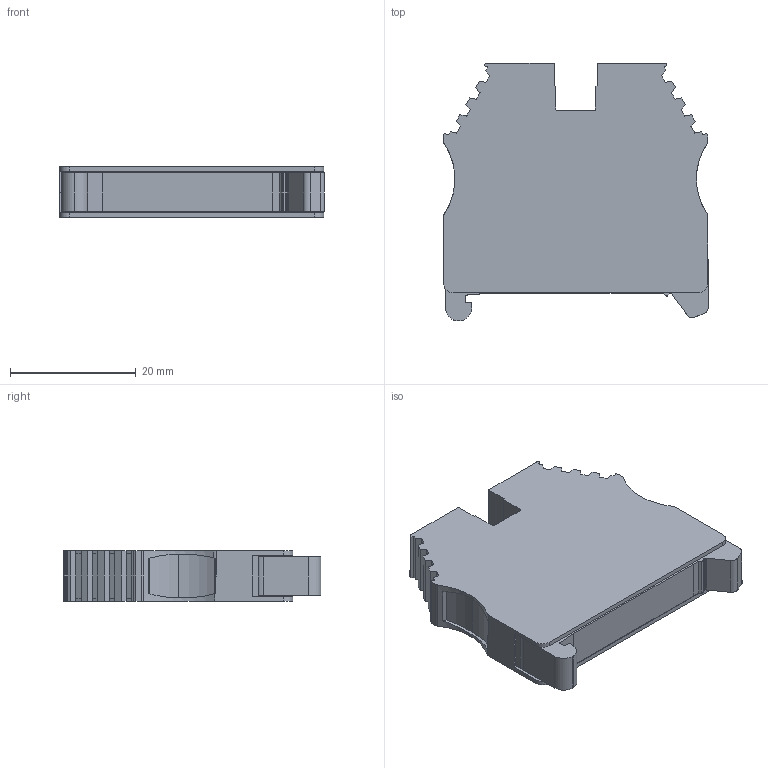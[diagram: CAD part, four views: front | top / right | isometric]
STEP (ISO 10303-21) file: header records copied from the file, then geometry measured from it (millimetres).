
FILE_DESCRIPTION (( 'STEP AP214' ), '1' );
FILE_NAME ('334460_AVK 6TK.STP', '2015-08-07T07:40:33', ( '' ), ( '' ), 'SwSTEP 2.0', 'SolidWorks 2015', '' );
FILE_SCHEMA (( 'AUTOMOTIVE_DESIGN' ));
Length unit declared in the file: millimetre
Products named in the file (1): 334460_AVK 6TK
Bounding box: 42.1 x 40.96 x 8 mm (x, y, z)
Volume: 10855.7 mm3; surface area: 4599.9 mm2
Topology: 1 solids, 1 shells, 233 faces, 648 edges, 422 vertices
Faces by surface type: plane 152, cylinder 81
Entity records: 8839 total; most frequent: CARTESIAN_POINT 1479, ORIENTED_EDGE 1296, DIRECTION 1239, EDGE_CURVE 648, VECTOR 479, LINE 479, VERTEX_POINT 422, AXIS2_PLACEMENT_3D 380
